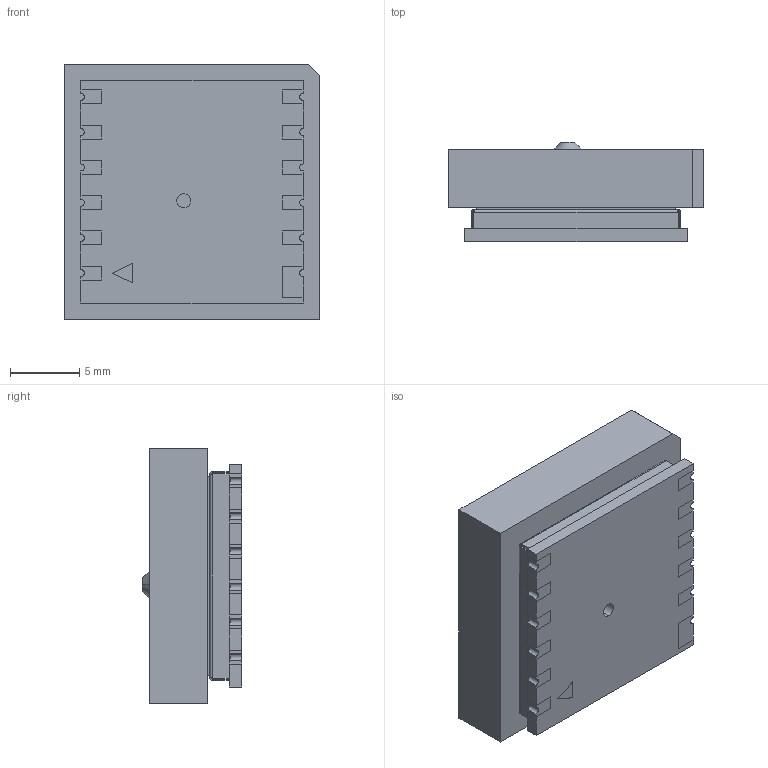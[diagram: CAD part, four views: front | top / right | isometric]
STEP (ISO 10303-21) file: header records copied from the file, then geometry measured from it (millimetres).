
FILE_DESCRIPTION (( 'STEP AP214' ), '1' );
FILE_NAME ('L86-M33.STEP', '2023-02-21T12:31:50', ( '' ), ( '' ), 'SwSTEP 2.0', 'SolidWorks 2021', '' );
FILE_SCHEMA (( 'AUTOMOTIVE_DESIGN' ));
Length unit declared in the file: millimetre
Products named in the file (1): L86-M33
Bounding box: 18.4 x 7.15 x 18.4 mm (x, y, z)
Volume: 1711.1 mm3; surface area: 2912.3 mm2
Topology: 18 solids, 18 shells, 282 faces, 697 edges, 454 vertices
Faces by surface type: plane 244, cylinder 28, bspline 8, cone 2
Entity records: 9550 total; most frequent: CARTESIAN_POINT 1778, ORIENTED_EDGE 1394, DIRECTION 1275, EDGE_CURVE 697, VECTOR 637, LINE 637, VERTEX_POINT 454, AXIS2_PLACEMENT_3D 319
